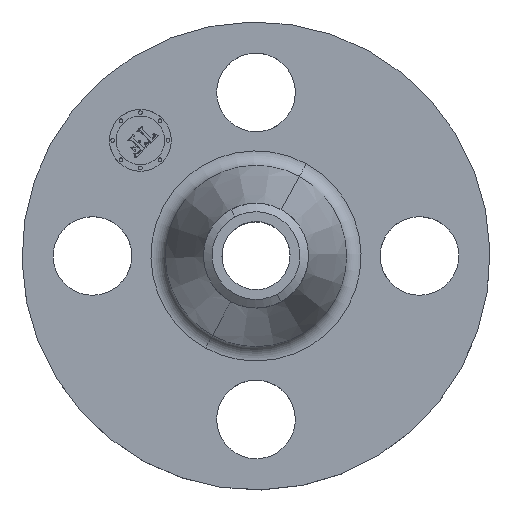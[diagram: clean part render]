
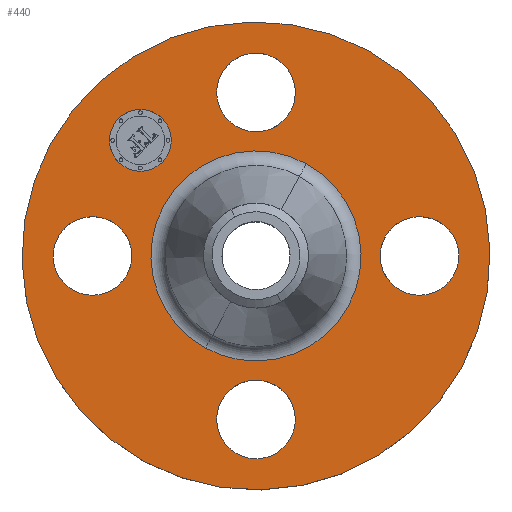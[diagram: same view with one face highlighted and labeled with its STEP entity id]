
A CAD part, top view. The second image highlights one B-rep face of the part: STEP entity #440.
In plain terms, the highlighted planar face has unit normal (0, 0, 1).
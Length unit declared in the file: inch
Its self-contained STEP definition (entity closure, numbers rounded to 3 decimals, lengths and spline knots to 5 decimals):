
#147=AXIS2_PLACEMENT_3D('Circle Axis2P3D',#145,#146,$) ;
#326=AXIS2_PLACEMENT_3D('Plane Axis2P3D',#323,#324,#325) ;
#330=AXIS2_PLACEMENT_3D('Circle Axis2P3D',#328,#329,$) ;
#339=AXIS2_PLACEMENT_3D('Circle Axis2P3D',#337,#338,$) ;
#352=AXIS2_PLACEMENT_3D('Circle Axis2P3D',#350,#351,$) ;
#361=AXIS2_PLACEMENT_3D('Circle Axis2P3D',#359,#360,$) ;
#370=AXIS2_PLACEMENT_3D('Circle Axis2P3D',#368,#369,$) ;
#379=AXIS2_PLACEMENT_3D('Circle Axis2P3D',#377,#378,$) ;
#388=AXIS2_PLACEMENT_3D('Circle Axis2P3D',#386,#387,$) ;
#397=AXIS2_PLACEMENT_3D('Circle Axis2P3D',#395,#396,$) ;
#406=AXIS2_PLACEMENT_3D('Circle Axis2P3D',#404,#405,$) ;
#415=AXIS2_PLACEMENT_3D('Circle Axis2P3D',#413,#414,$) ;
#424=AXIS2_PLACEMENT_3D('Circle Axis2P3D',#422,#423,$) ;
#433=AXIS2_PLACEMENT_3D('Circle Axis2P3D',#431,#432,$) ;
#46=CARTESIAN_POINT('Vertex',(-0.27644,1.46102,0.5)) ;
#72=CARTESIAN_POINT('Vertex',(0.27644,1.15898,0.5)) ;
#76=CARTESIAN_POINT('Control Point',(-0.27644,1.46102,0.5)) ;
#77=CARTESIAN_POINT('Control Point',(-0.25272,1.50444,0.5)) ;
#78=CARTESIAN_POINT('Control Point',(-0.22047,1.54321,0.5)) ;
#79=CARTESIAN_POINT('Control Point',(-0.18091,1.57507,0.5)) ;
#80=CARTESIAN_POINT('Control Point',(-0.09142,1.62158,0.5)) ;
#81=CARTESIAN_POINT('Control Point',(0.00901,1.6308,0.5)) ;
#82=CARTESIAN_POINT('Control Point',(0.05952,1.62536,0.5)) ;
#83=CARTESIAN_POINT('Control Point',(0.15568,1.59496,0.5)) ;
#84=CARTESIAN_POINT('Control Point',(0.23321,1.53047,0.5)) ;
#85=CARTESIAN_POINT('Control Point',(0.26507,1.49091,0.5)) ;
#86=CARTESIAN_POINT('Control Point',(0.31158,1.40142,0.5)) ;
#87=CARTESIAN_POINT('Control Point',(0.3208,1.30099,0.5)) ;
#88=CARTESIAN_POINT('Control Point',(0.31536,1.25048,0.5)) ;
#89=CARTESIAN_POINT('Control Point',(0.30016,1.2024,0.5)) ;
#90=CARTESIAN_POINT('Control Point',(0.27644,1.15898,0.5)) ;
#145=CARTESIAN_POINT('Axis2P3D Location',(0.,1.31,0.5)) ;
#323=CARTESIAN_POINT('Axis2P3D Location',(0.,1.875,0.5)) ;
#328=CARTESIAN_POINT('Axis2P3D Location',(0.,0.,0.5)) ;
#332=CARTESIAN_POINT('Vertex',(0.89892,1.64547,0.5)) ;
#334=CARTESIAN_POINT('Vertex',(-0.89892,-1.64547,0.5)) ;
#337=CARTESIAN_POINT('Axis2P3D Location',(0.,0.,0.5)) ;
#350=CARTESIAN_POINT('Axis2P3D Location',(0.,0.,0.5)) ;
#354=CARTESIAN_POINT('Vertex',(-0.40352,-0.73865,0.5)) ;
#356=CARTESIAN_POINT('Vertex',(0.40352,0.73865,0.5)) ;
#359=CARTESIAN_POINT('Axis2P3D Location',(0.,0.,0.5)) ;
#368=CARTESIAN_POINT('Axis2P3D Location',(1.31,0.,0.5)) ;
#372=CARTESIAN_POINT('Vertex',(1.15898,-0.27644,0.5)) ;
#374=CARTESIAN_POINT('Vertex',(1.46102,0.27644,0.5)) ;
#377=CARTESIAN_POINT('Axis2P3D Location',(1.31,0.,0.5)) ;
#386=CARTESIAN_POINT('Axis2P3D Location',(0.,-1.31,0.5)) ;
#390=CARTESIAN_POINT('Vertex',(-0.27644,-1.15898,0.5)) ;
#392=CARTESIAN_POINT('Vertex',(0.27644,-1.46102,0.5)) ;
#395=CARTESIAN_POINT('Axis2P3D Location',(0.,-1.31,0.5)) ;
#404=CARTESIAN_POINT('Axis2P3D Location',(-1.31,0.,0.5)) ;
#408=CARTESIAN_POINT('Vertex',(-1.15898,0.27644,0.5)) ;
#410=CARTESIAN_POINT('Vertex',(-1.46102,-0.27644,0.5)) ;
#413=CARTESIAN_POINT('Axis2P3D Location',(-1.31,0.,0.5)) ;
#422=CARTESIAN_POINT('Axis2P3D Location',(-0.92631,0.92631,0.5)) ;
#426=CARTESIAN_POINT('Vertex',(-1.10132,0.7513,0.5)) ;
#428=CARTESIAN_POINT('Vertex',(-0.7513,1.10132,0.5)) ;
#431=CARTESIAN_POINT('Axis2P3D Location',(-0.92631,0.92631,0.5)) ;
#146=DIRECTION('Axis2P3D Direction',(0.,-0.,-0.039)) ;
#324=DIRECTION('Axis2P3D Direction',(0.,0.,-0.039)) ;
#325=DIRECTION('Axis2P3D XDirection',(0.039,0.,0.)) ;
#329=DIRECTION('Axis2P3D Direction',(0.,0.,-0.039)) ;
#338=DIRECTION('Axis2P3D Direction',(0.,0.,-0.039)) ;
#351=DIRECTION('Axis2P3D Direction',(0.,0.,-0.039)) ;
#360=DIRECTION('Axis2P3D Direction',(0.,0.,-0.039)) ;
#369=DIRECTION('Axis2P3D Direction',(0.,0.,-0.039)) ;
#378=DIRECTION('Axis2P3D Direction',(0.,0.,-0.039)) ;
#387=DIRECTION('Axis2P3D Direction',(0.,0.,-0.039)) ;
#396=DIRECTION('Axis2P3D Direction',(0.,0.,-0.039)) ;
#405=DIRECTION('Axis2P3D Direction',(0.,0.,-0.039)) ;
#414=DIRECTION('Axis2P3D Direction',(0.,0.,-0.039)) ;
#423=DIRECTION('Axis2P3D Direction',(0.,0.,-0.039)) ;
#432=DIRECTION('Axis2P3D Direction',(0.,0.,-0.039)) ;
#343=ORIENTED_EDGE('',*,*,#336,.F.) ;
#344=ORIENTED_EDGE('',*,*,#341,.F.) ;
#347=ORIENTED_EDGE('',*,*,#91,.T.) ;
#348=ORIENTED_EDGE('',*,*,#149,.T.) ;
#365=ORIENTED_EDGE('',*,*,#358,.T.) ;
#366=ORIENTED_EDGE('',*,*,#363,.T.) ;
#383=ORIENTED_EDGE('',*,*,#376,.T.) ;
#384=ORIENTED_EDGE('',*,*,#381,.T.) ;
#401=ORIENTED_EDGE('',*,*,#394,.T.) ;
#402=ORIENTED_EDGE('',*,*,#399,.T.) ;
#419=ORIENTED_EDGE('',*,*,#412,.T.) ;
#420=ORIENTED_EDGE('',*,*,#417,.T.) ;
#437=ORIENTED_EDGE('',*,*,#430,.T.) ;
#438=ORIENTED_EDGE('',*,*,#435,.T.) ;
#349=FACE_BOUND('',#346,.T.) ;
#367=FACE_BOUND('',#364,.T.) ;
#385=FACE_BOUND('',#382,.T.) ;
#403=FACE_BOUND('',#400,.T.) ;
#421=FACE_BOUND('',#418,.T.) ;
#439=FACE_BOUND('',#436,.T.) ;
#440=ADVANCED_FACE('PartBody',(#345,#349,#367,#385,#403,#421,#439),#327,.F.) ;
#75=B_SPLINE_CURVE_WITH_KNOTS('',5,(#76,#77,#78,#79,#80,#81,#82,#83,#84,#85,#86,#87,#88,#89,#90),.UNSPECIFIED.,.F.,.U.,(6,3,3,3,6),(-12.56794,-6.28397,0.,6.28397,12.56794),.UNSPECIFIED.) ;
#148=CIRCLE('generated circle',#147,0.315) ;
#331=CIRCLE('generated circle',#330,1.875) ;
#340=CIRCLE('generated circle',#339,1.875) ;
#353=CIRCLE('generated circle',#352,0.84168) ;
#362=CIRCLE('generated circle',#361,0.84168) ;
#371=CIRCLE('generated circle',#370,0.315) ;
#380=CIRCLE('generated circle',#379,0.315) ;
#389=CIRCLE('generated circle',#388,0.315) ;
#398=CIRCLE('generated circle',#397,0.315) ;
#407=CIRCLE('generated circle',#406,0.315) ;
#416=CIRCLE('generated circle',#415,0.315) ;
#425=CIRCLE('generated circle',#424,0.2475) ;
#434=CIRCLE('generated circle',#433,0.2475) ;
#91=EDGE_CURVE('',#47,#73,#75,.T.) ;
#149=EDGE_CURVE('',#73,#47,#148,.T.) ;
#336=EDGE_CURVE('',#333,#335,#331,.T.) ;
#341=EDGE_CURVE('',#335,#333,#340,.T.) ;
#358=EDGE_CURVE('',#355,#357,#353,.T.) ;
#363=EDGE_CURVE('',#357,#355,#362,.T.) ;
#376=EDGE_CURVE('',#373,#375,#371,.T.) ;
#381=EDGE_CURVE('',#375,#373,#380,.T.) ;
#394=EDGE_CURVE('',#391,#393,#389,.T.) ;
#399=EDGE_CURVE('',#393,#391,#398,.T.) ;
#412=EDGE_CURVE('',#409,#411,#407,.T.) ;
#417=EDGE_CURVE('',#411,#409,#416,.T.) ;
#430=EDGE_CURVE('',#427,#429,#425,.T.) ;
#435=EDGE_CURVE('',#429,#427,#434,.T.) ;
#342=EDGE_LOOP('',(#343,#344)) ;
#346=EDGE_LOOP('',(#347,#348)) ;
#364=EDGE_LOOP('',(#365,#366)) ;
#382=EDGE_LOOP('',(#383,#384)) ;
#400=EDGE_LOOP('',(#401,#402)) ;
#418=EDGE_LOOP('',(#419,#420)) ;
#436=EDGE_LOOP('',(#437,#438)) ;
#345=FACE_OUTER_BOUND('',#342,.T.) ;
#327=PLANE('',#326) ;
#47=VERTEX_POINT('',#46) ;
#73=VERTEX_POINT('',#72) ;
#333=VERTEX_POINT('',#332) ;
#335=VERTEX_POINT('',#334) ;
#355=VERTEX_POINT('',#354) ;
#357=VERTEX_POINT('',#356) ;
#373=VERTEX_POINT('',#372) ;
#375=VERTEX_POINT('',#374) ;
#391=VERTEX_POINT('',#390) ;
#393=VERTEX_POINT('',#392) ;
#409=VERTEX_POINT('',#408) ;
#411=VERTEX_POINT('',#410) ;
#427=VERTEX_POINT('',#426) ;
#429=VERTEX_POINT('',#428) ;
